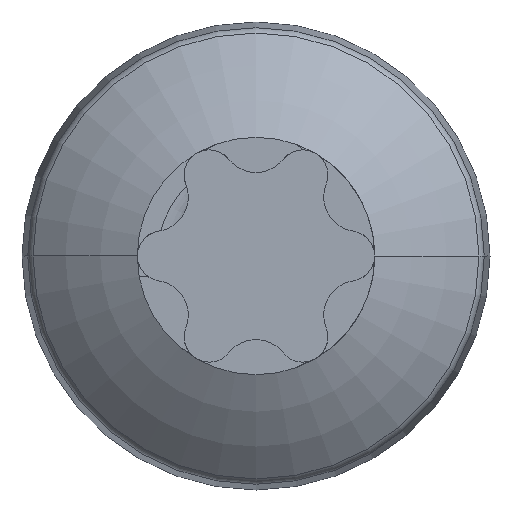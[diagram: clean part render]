
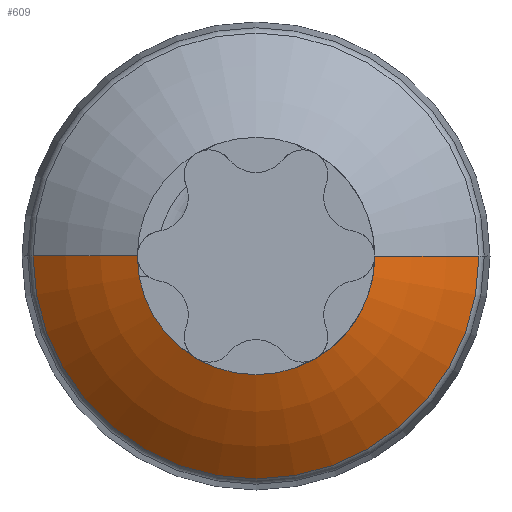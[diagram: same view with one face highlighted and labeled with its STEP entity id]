
A CAD part, left-side view. The second image highlights one B-rep face of the part: STEP entity #609.
In plain terms, the highlighted toroidal (fillet/blend) face has major radius 0.72 mm and minor radius 5 mm.
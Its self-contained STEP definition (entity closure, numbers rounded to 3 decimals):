
#61 = CIRCLE ( 'NONE', #124, 5. ) ;
#124 = AXIS2_PLACEMENT_3D ( 'NONE', #327, #1517, #2117 ) ;
#126 = DIRECTION ( 'NONE',  ( 0., 1., 0. ) ) ;
#157 = CARTESIAN_POINT ( 'NONE',  ( 1.27, 0., 0. ) ) ;
#174 = ORIENTED_EDGE ( 'NONE', *, *, #1730, .F. ) ;
#234 = ORIENTED_EDGE ( 'NONE', *, *, #1387, .T. ) ;
#282 = DIRECTION ( 'NONE',  ( 0., -1., 0. ) ) ;
#298 = CARTESIAN_POINT ( 'NONE',  ( 0.429, 0., -1.42 ) ) ;
#321 = CARTESIAN_POINT ( 'NONE',  ( 0.429, 0., 0. ) ) ;
#327 = CARTESIAN_POINT ( 'NONE',  ( 4.948, -0.72, 0. ) ) ;
#431 = EDGE_CURVE ( 'NONE', #1875, #1009, #2074, .T. ) ;
#484 = EDGE_LOOP ( 'NONE', ( #174, #623, #234, #1559, #1230 ) ) ;
#490 = VERTEX_POINT ( 'NONE', #1324 ) ;
#532 = AXIS2_PLACEMENT_3D ( 'NONE', #157, #1922, #2095 ) ;
#565 = VERTEX_POINT ( 'NONE', #1757 ) ;
#600 = AXIS2_PLACEMENT_3D ( 'NONE', #1601, #972, #282 ) ;
#609 = ADVANCED_FACE ( 'NONE', ( #1931 ), #1093, .T. ) ;
#623 = ORIENTED_EDGE ( 'NONE', *, *, #673, .T. ) ;
#649 = CIRCLE ( 'NONE', #2017, 5. ) ;
#673 = EDGE_CURVE ( 'NONE', #490, #1017, #880, .T. ) ;
#756 = DIRECTION ( 'NONE',  ( 0., 0., -1. ) ) ;
#854 = AXIS2_PLACEMENT_3D ( 'NONE', #1261, #1904, #1596 ) ;
#880 = CIRCLE ( 'NONE', #532, 2.668 ) ;
#972 = DIRECTION ( 'NONE',  ( -1., 0., 0. ) ) ;
#1009 = VERTEX_POINT ( 'NONE', #298 ) ;
#1017 = VERTEX_POINT ( 'NONE', #1299 ) ;
#1093 = TOROIDAL_SURFACE ( 'NONE', #600, -0.72, 5. ) ;
#1142 = DIRECTION ( 'NONE',  ( -1., 0., 0. ) ) ;
#1230 = ORIENTED_EDGE ( 'NONE', *, *, #431, .F. ) ;
#1259 = DIRECTION ( 'NONE',  ( -1., 0., 0. ) ) ;
#1261 = CARTESIAN_POINT ( 'NONE',  ( 0.429, 0., 0. ) ) ;
#1299 = CARTESIAN_POINT ( 'NONE',  ( 1.27, -2.668, 0. ) ) ;
#1324 = CARTESIAN_POINT ( 'NONE',  ( 1.27, 2.668, 0. ) ) ;
#1387 = EDGE_CURVE ( 'NONE', #1017, #565, #649, .T. ) ;
#1517 = DIRECTION ( 'NONE',  ( 0., 0., 1. ) ) ;
#1546 = AXIS2_PLACEMENT_3D ( 'NONE', #321, #1142, #126 ) ;
#1559 = ORIENTED_EDGE ( 'NONE', *, *, #2001, .F. ) ;
#1596 = DIRECTION ( 'NONE',  ( 0., 1., 0. ) ) ;
#1601 = CARTESIAN_POINT ( 'NONE',  ( 4.948, 0., 0. ) ) ;
#1628 = CARTESIAN_POINT ( 'NONE',  ( 4.948, 0.72, 0. ) ) ;
#1724 = CARTESIAN_POINT ( 'NONE',  ( 0.429, 1.42, 0. ) ) ;
#1730 = EDGE_CURVE ( 'NONE', #490, #1875, #61, .T. ) ;
#1757 = CARTESIAN_POINT ( 'NONE',  ( 0.429, -1.42, 0. ) ) ;
#1875 = VERTEX_POINT ( 'NONE', #1724 ) ;
#1904 = DIRECTION ( 'NONE',  ( -1., 0., 0. ) ) ;
#1922 = DIRECTION ( 'NONE',  ( -1., 0., 0. ) ) ;
#1931 = FACE_OUTER_BOUND ( 'NONE', #484, .T. ) ;
#2001 = EDGE_CURVE ( 'NONE', #1009, #565, #2126, .T. ) ;
#2017 = AXIS2_PLACEMENT_3D ( 'NONE', #1628, #756, #1259 ) ;
#2074 = CIRCLE ( 'NONE', #1546, 1.42 ) ;
#2095 = DIRECTION ( 'NONE',  ( 0., -1., 0. ) ) ;
#2117 = DIRECTION ( 'NONE',  ( 0., -1., 0. ) ) ;
#2126 = CIRCLE ( 'NONE', #854, 1.42 ) ;
